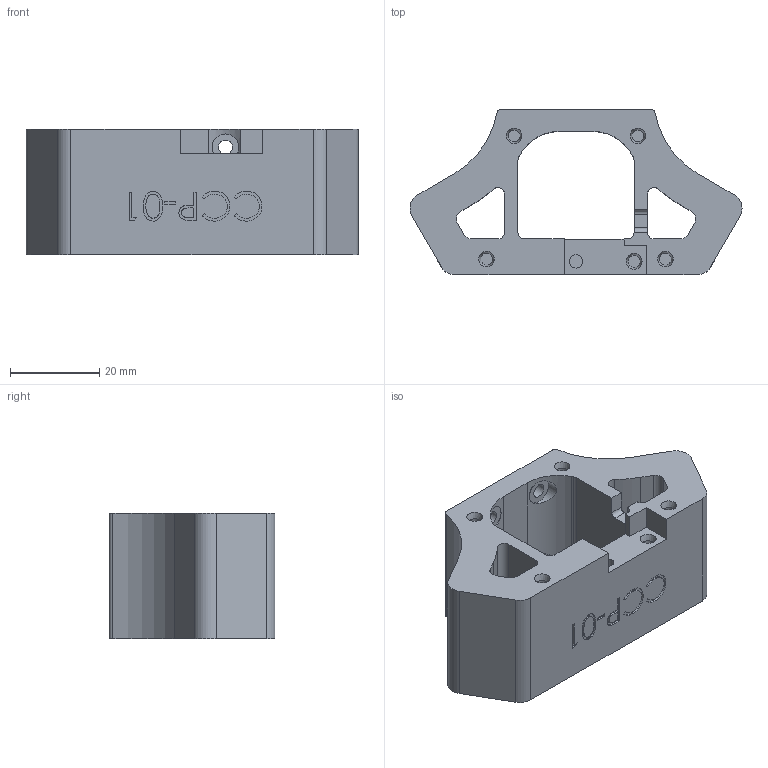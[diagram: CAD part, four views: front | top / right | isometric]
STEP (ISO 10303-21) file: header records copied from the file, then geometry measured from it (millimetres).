
FILE_DESCRIPTION(/* description */ (''),/* implementation_level */ '2;1');
FILE_NAME(/* name */ 'coupling_plate_Carriage Center Plate.stp',/* time_stamp */ '2024-06-01T17:44:17-07:00',/* author */ ('Micha'),/* organization */ (''),/* preprocessor_version */ 'ST-DEVELOPER v20',/* originating_system */ 'Autodesk Inventor 2024',/* authorisation */ '');
FILE_SCHEMA (('AUTOMOTIVE_DESIGN { 1 0 10303 214 3 1 1 }'));
Length unit declared in the file: millimetre
Products named in the file (1): coupling_plate_Carriage Center Plate
Bounding box: 74.3 x 37.07 x 28 mm (x, y, z)
Volume: 35715 mm3; surface area: 13489.8 mm2
Topology: 1 solids, 1 shells, 161 faces, 410 edges, 271 vertices
Faces by surface type: plane 72, cylinder 46, bspline 33, cone 10
Full cylindrical faces by diameter (mm): 2.7 x8, 2.75 x1, 3 x1, 3.2 x4, 6 x4
Entity records: 7188 total; most frequent: CARTESIAN_POINT 3362, ORIENTED_EDGE 820, DIRECTION 693, EDGE_CURVE 410, VERTEX_POINT 271, LINE 235, VECTOR 235, AXIS2_PLACEMENT_3D 229
